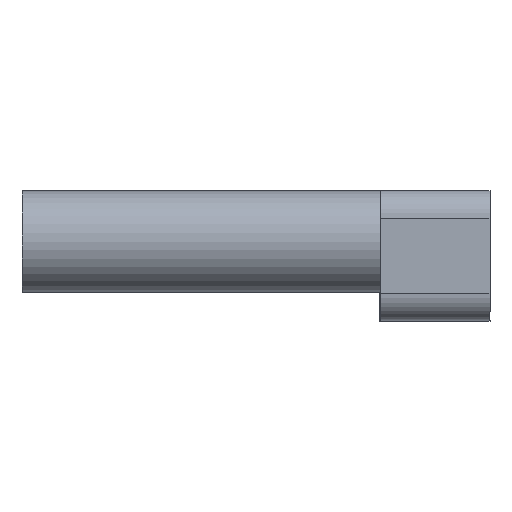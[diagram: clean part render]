
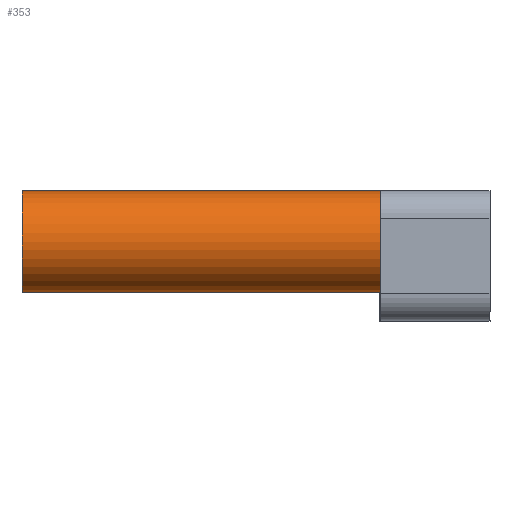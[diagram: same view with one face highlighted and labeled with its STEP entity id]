
A CAD part, top view. The second image highlights one B-rep face of the part: STEP entity #353.
In plain terms, the highlighted cylindrical face has radius 3.7 mm (diameter 7.4 mm), a full revolution.
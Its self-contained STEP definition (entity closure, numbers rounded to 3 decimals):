
#24=CYLINDRICAL_SURFACE('',#401,3.7);
#43=FACE_OUTER_BOUND('',#65,.T.);
#65=EDGE_LOOP('',(#307,#308,#309,#310));
#73=CIRCLE('',#377,3.7);
#77=CIRCLE('',#386,3.7);
#110=LINE('',#604,#144);
#144=VECTOR('',#500,3.7);
#155=VERTEX_POINT('',#528);
#168=VERTEX_POINT('',#564);
#187=EDGE_CURVE('',#155,#155,#73,.T.);
#205=EDGE_CURVE('',#168,#168,#77,.F.);
#224=EDGE_CURVE('',#168,#155,#110,.T.);
#307=ORIENTED_EDGE('',*,*,#205,.T.);
#308=ORIENTED_EDGE('',*,*,#224,.T.);
#309=ORIENTED_EDGE('',*,*,#187,.F.);
#310=ORIENTED_EDGE('',*,*,#224,.F.);
#353=ADVANCED_FACE('',(#43),#24,.T.);
#377=AXIS2_PLACEMENT_3D('',#529,#423,#424);
#386=AXIS2_PLACEMENT_3D('',#565,#455,#456);
#401=AXIS2_PLACEMENT_3D('',#603,#498,#499);
#423=DIRECTION('center_axis',(-1.,0.,0.));
#424=DIRECTION('ref_axis',(0.,0.707,0.707));
#455=DIRECTION('center_axis',(1.,0.,0.));
#456=DIRECTION('ref_axis',(0.,0.707,0.707));
#498=DIRECTION('center_axis',(1.,0.,0.));
#499=DIRECTION('ref_axis',(0.,-1.,0.));
#500=DIRECTION('',(-1.,0.,0.));
#528=CARTESIAN_POINT('',(-16.5,-28.447,-6.236));
#529=CARTESIAN_POINT('Origin',(-16.5,-32.147,-6.236));
#564=CARTESIAN_POINT('',(9.57,-28.447,-6.236));
#565=CARTESIAN_POINT('Origin',(9.57,-32.147,-6.236));
#603=CARTESIAN_POINT('Origin',(0.,-32.147,-6.236));
#604=CARTESIAN_POINT('',(0.,-28.447,-6.236));
